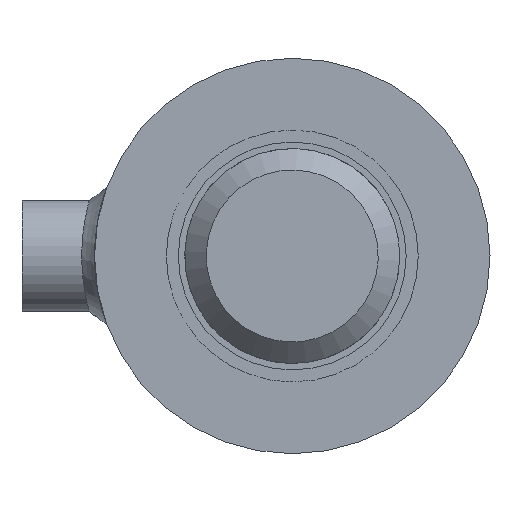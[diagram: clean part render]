
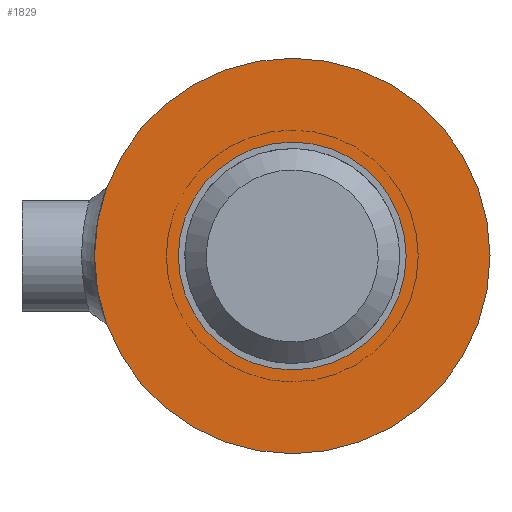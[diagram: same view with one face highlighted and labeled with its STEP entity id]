
A CAD part, left-side view. The second image highlights one B-rep face of the part: STEP entity #1829.
In plain terms, the highlighted planar face has unit normal (-1, 0, 0).
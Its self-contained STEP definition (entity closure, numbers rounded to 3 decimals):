
#144=CIRCLE('',#2092,26.5);
#182=CIRCLE('',#2161,46.);
#278=PLANE('',#2163);
#490=FACE_BOUND('',#706,.T.);
#558=FACE_OUTER_BOUND('',#705,.T.);
#705=EDGE_LOOP('',(#1441));
#706=EDGE_LOOP('',(#1442));
#852=VERTEX_POINT('',#4025);
#890=VERTEX_POINT('',#4151);
#1028=EDGE_CURVE('',#852,#852,#144,.T.);
#1086=EDGE_CURVE('',#890,#890,#182,.T.);
#1441=ORIENTED_EDGE('',*,*,#1086,.F.);
#1442=ORIENTED_EDGE('',*,*,#1028,.T.);
#1829=ADVANCED_FACE('',(#558,#490),#278,.F.);
#2092=AXIS2_PLACEMENT_3D('',#4026,#2408,#2409);
#2161=AXIS2_PLACEMENT_3D('',#4153,#2566,#2567);
#2163=AXIS2_PLACEMENT_3D('',#4155,#2570,#2571);
#2408=DIRECTION('center_axis',(1.,0.,0.));
#2409=DIRECTION('ref_axis',(0.,0.,1.));
#2566=DIRECTION('center_axis',(1.,0.,0.));
#2567=DIRECTION('ref_axis',(0.,1.,0.));
#2570=DIRECTION('center_axis',(1.,0.,0.));
#2571=DIRECTION('ref_axis',(0.,0.,-1.));
#4025=CARTESIAN_POINT('',(0.,0.,-26.5));
#4026=CARTESIAN_POINT('Origin',(0.,0.,0.));
#4151=CARTESIAN_POINT('',(0.,-46.,0.));
#4153=CARTESIAN_POINT('Origin',(0.,0.,0.));
#4155=CARTESIAN_POINT('Origin',(0.,0.,0.));
